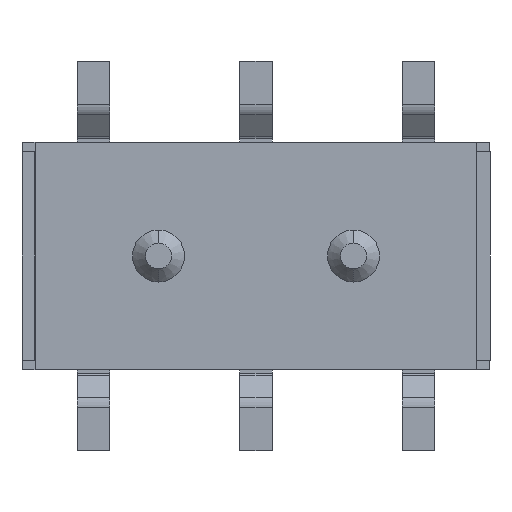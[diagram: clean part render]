
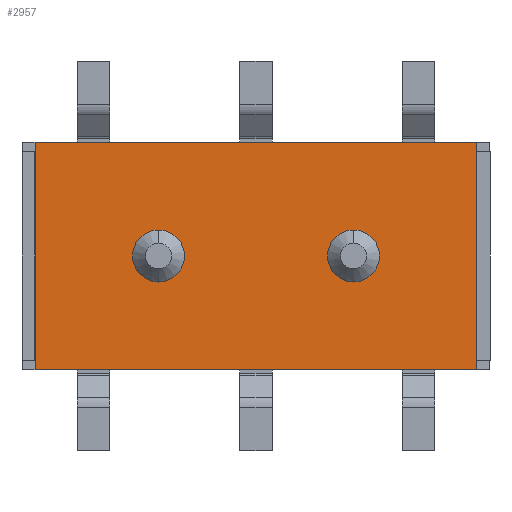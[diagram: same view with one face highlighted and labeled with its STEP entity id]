
A CAD part, front view. The second image highlights one B-rep face of the part: STEP entity #2957.
In plain terms, the highlighted planar face has unit normal (0, -1, 0).
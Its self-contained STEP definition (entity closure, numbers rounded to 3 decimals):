
#11 = VERTEX_POINT ( 'NONE', #3637 ) ;
#198 = VERTEX_POINT ( 'NONE', #4886 ) ;
#230 = AXIS2_PLACEMENT_3D ( 'NONE', #4339, #5174, #2646 ) ;
#275 = EDGE_CURVE ( 'NONE', #4773, #198, #4834, .T. ) ;
#286 = VERTEX_POINT ( 'NONE', #3746 ) ;
#326 = CARTESIAN_POINT ( 'NONE',  ( 3.4, 0., -1.75 ) ) ;
#372 = DIRECTION ( 'NONE',  ( 0., 0., 1. ) ) ;
#380 = CARTESIAN_POINT ( 'NONE',  ( 1.5, 0., 0. ) ) ;
#647 = FACE_BOUND ( 'NONE', #4397, .T. ) ;
#723 = DIRECTION ( 'NONE',  ( 0., -1., 0. ) ) ;
#743 = DIRECTION ( 'NONE',  ( 1., 0., 0. ) ) ;
#749 = ORIENTED_EDGE ( 'NONE', *, *, #4184, .F. ) ;
#767 = CARTESIAN_POINT ( 'NONE',  ( 3.4, 0., 1.75 ) ) ;
#854 = ORIENTED_EDGE ( 'NONE', *, *, #1110, .T. ) ;
#866 = CIRCLE ( 'NONE', #3793, 0.4 ) ;
#978 = EDGE_CURVE ( 'NONE', #1081, #5252, #3081, .T. ) ;
#1077 = ORIENTED_EDGE ( 'NONE', *, *, #1092, .F. ) ;
#1081 = VERTEX_POINT ( 'NONE', #1501 ) ;
#1092 = EDGE_CURVE ( 'NONE', #198, #4773, #4179, .T. ) ;
#1110 = EDGE_CURVE ( 'NONE', #11, #2222, #4295, .T. ) ;
#1183 = DIRECTION ( 'NONE',  ( 0., -1., 0. ) ) ;
#1306 = AXIS2_PLACEMENT_3D ( 'NONE', #4753, #723, #2761 ) ;
#1333 = CARTESIAN_POINT ( 'NONE',  ( 1.5, 0., 0. ) ) ;
#1501 = CARTESIAN_POINT ( 'NONE',  ( -3.4, 0., 1.75 ) ) ;
#1783 = AXIS2_PLACEMENT_3D ( 'NONE', #380, #1183, #4826 ) ;
#1862 = CARTESIAN_POINT ( 'NONE',  ( 1.5, 0., -0.4 ) ) ;
#1873 = PLANE ( 'NONE',  #230 ) ;
#1993 = LINE ( 'NONE', #767, #2937 ) ;
#2111 = FACE_OUTER_BOUND ( 'NONE', #5220, .T. ) ;
#2115 = CARTESIAN_POINT ( 'NONE',  ( 3.4, 0., 1.75 ) ) ;
#2138 = VECTOR ( 'NONE', #743, 1000. ) ;
#2176 = ORIENTED_EDGE ( 'NONE', *, *, #978, .F. ) ;
#2222 = VERTEX_POINT ( 'NONE', #4213 ) ;
#2313 = CARTESIAN_POINT ( 'NONE',  ( 3.4, 0., 1.75 ) ) ;
#2330 = DIRECTION ( 'NONE',  ( 1., 0., 0. ) ) ;
#2384 = EDGE_LOOP ( 'NONE', ( #1077, #3082 ) ) ;
#2456 = DIRECTION ( 'NONE',  ( 0., 0., -1. ) ) ;
#2646 = DIRECTION ( 'NONE',  ( 0., 0., 1. ) ) ;
#2748 = EDGE_CURVE ( 'NONE', #5252, #2222, #1993, .T. ) ;
#2761 = DIRECTION ( 'NONE',  ( 0., 0., 1. ) ) ;
#2790 = CARTESIAN_POINT ( 'NONE',  ( -1.5, 0., 0. ) ) ;
#2913 = VECTOR ( 'NONE', #3107, 1000. ) ;
#2937 = VECTOR ( 'NONE', #2456, 1000. ) ;
#2951 = VECTOR ( 'NONE', #2330, 1000. ) ;
#2957 = ADVANCED_FACE ( 'NONE', ( #5253, #647, #2111 ), #1873, .F. ) ;
#2961 = CARTESIAN_POINT ( 'NONE',  ( -1.5, 0., -0.4 ) ) ;
#3081 = LINE ( 'NONE', #2313, #2951 ) ;
#3082 = ORIENTED_EDGE ( 'NONE', *, *, #275, .F. ) ;
#3107 = DIRECTION ( 'NONE',  ( 0., 0., -1. ) ) ;
#3183 = DIRECTION ( 'NONE',  ( 0., -1., 0. ) ) ;
#3214 = ORIENTED_EDGE ( 'NONE', *, *, #4892, .F. ) ;
#3335 = ORIENTED_EDGE ( 'NONE', *, *, #3718, .T. ) ;
#3637 = CARTESIAN_POINT ( 'NONE',  ( -3.4, 0., -1.75 ) ) ;
#3718 = EDGE_CURVE ( 'NONE', #1081, #11, #4132, .T. ) ;
#3746 = CARTESIAN_POINT ( 'NONE',  ( -1.5, 0., 0.4 ) ) ;
#3793 = AXIS2_PLACEMENT_3D ( 'NONE', #2790, #3183, #372 ) ;
#3900 = CARTESIAN_POINT ( 'NONE',  ( -3.4, 0., 1.75 ) ) ;
#3957 = ORIENTED_EDGE ( 'NONE', *, *, #2748, .F. ) ;
#4111 = VERTEX_POINT ( 'NONE', #2961 ) ;
#4132 = LINE ( 'NONE', #3900, #2913 ) ;
#4179 = CIRCLE ( 'NONE', #1783, 0.4 ) ;
#4184 = EDGE_CURVE ( 'NONE', #286, #4111, #4190, .T. ) ;
#4186 = DIRECTION ( 'NONE',  ( 0., -1., 0. ) ) ;
#4190 = CIRCLE ( 'NONE', #1306, 0.4 ) ;
#4213 = CARTESIAN_POINT ( 'NONE',  ( 3.4, 0., -1.75 ) ) ;
#4295 = LINE ( 'NONE', #326, #2138 ) ;
#4339 = CARTESIAN_POINT ( 'NONE',  ( 3.4, 0., 1.75 ) ) ;
#4397 = EDGE_LOOP ( 'NONE', ( #749, #3214 ) ) ;
#4671 = AXIS2_PLACEMENT_3D ( 'NONE', #1333, #4186, #5015 ) ;
#4753 = CARTESIAN_POINT ( 'NONE',  ( -1.5, 0., 0. ) ) ;
#4773 = VERTEX_POINT ( 'NONE', #1862 ) ;
#4826 = DIRECTION ( 'NONE',  ( 0., 0., 1. ) ) ;
#4834 = CIRCLE ( 'NONE', #4671, 0.4 ) ;
#4886 = CARTESIAN_POINT ( 'NONE',  ( 1.5, 0., 0.4 ) ) ;
#4892 = EDGE_CURVE ( 'NONE', #4111, #286, #866, .T. ) ;
#5015 = DIRECTION ( 'NONE',  ( 0., 0., 1. ) ) ;
#5174 = DIRECTION ( 'NONE',  ( 0., 1., 0. ) ) ;
#5220 = EDGE_LOOP ( 'NONE', ( #854, #3957, #2176, #3335 ) ) ;
#5252 = VERTEX_POINT ( 'NONE', #2115 ) ;
#5253 = FACE_BOUND ( 'NONE', #2384, .T. ) ;
